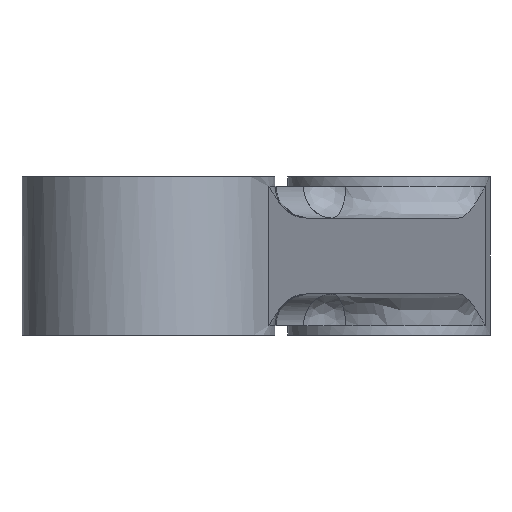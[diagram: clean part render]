
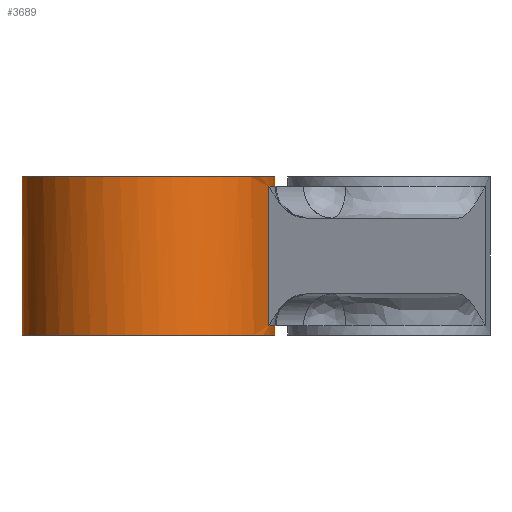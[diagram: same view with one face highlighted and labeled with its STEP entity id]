
A CAD part, front view. The second image highlights one B-rep face of the part: STEP entity #3689.
In plain terms, the highlighted free-form (B-spline) face has degree [2, 1] with [5, 2] control points.
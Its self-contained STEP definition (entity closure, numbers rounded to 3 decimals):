
#3689 = ADVANCED_FACE('',(#3690),#3756,.T.);
#3690 = FACE_BOUND('',#3691,.T.);
#3691 = EDGE_LOOP('',(#3692,#3704,#3711,#3721,#3728,#3736,#3743,#3751));
#3692 = ORIENTED_EDGE('',*,*,#3693,.F.);
#3693 = EDGE_CURVE('',#3694,#3696,#3698,.T.);
#3694 = VERTEX_POINT('',#3695);
#3695 = CARTESIAN_POINT('',(-50.267,-91.001,
    -10.833));
#3696 = VERTEX_POINT('',#3697);
#3697 = CARTESIAN_POINT('',(-15.6,-91.001,
    -10.833));
#3698 = ( BOUNDED_CURVE() B_SPLINE_CURVE(2,(#3699,#3700,#3701,#3702,
#3703),.UNSPECIFIED.,.F.,.F.) B_SPLINE_CURVE_WITH_KNOTS((3,2,3),(
    3.142,4.712,6.283),
.PIECEWISE_BEZIER_KNOTS.) CURVE() GEOMETRIC_REPRESENTATION_ITEM() 
RATIONAL_B_SPLINE_CURVE((1.,0.707,1.,0.707,1.)) 
REPRESENTATION_ITEM('') );
#3699 = CARTESIAN_POINT('',(-50.267,-91.001,
    -10.833));
#3700 = CARTESIAN_POINT('',(-50.267,-108.335,
    -10.833));
#3701 = CARTESIAN_POINT('',(-32.934,-108.335,
    -10.833));
#3702 = CARTESIAN_POINT('',(-15.6,-108.335,
    -10.833));
#3703 = CARTESIAN_POINT('',(-15.6,-91.001,
    -10.833));
#3704 = ORIENTED_EDGE('',*,*,#3705,.F.);
#3705 = EDGE_CURVE('',#3706,#3694,#3708,.T.);
#3706 = VERTEX_POINT('',#3707);
#3707 = CARTESIAN_POINT('',(-50.267,-91.001,
    10.833));
#3708 = B_SPLINE_CURVE_WITH_KNOTS('',1,(#3709,#3710),.UNSPECIFIED.,.F.,
  .F.,(2,2),(0.,25.),.PIECEWISE_BEZIER_KNOTS.);
#3709 = CARTESIAN_POINT('',(-50.267,-91.001,
    10.833));
#3710 = CARTESIAN_POINT('',(-50.267,-91.001,
    -10.833));
#3711 = ORIENTED_EDGE('',*,*,#3712,.F.);
#3712 = EDGE_CURVE('',#3713,#3706,#3715,.T.);
#3713 = VERTEX_POINT('',#3714);
#3714 = CARTESIAN_POINT('',(-15.6,-91.001,
    10.833));
#3715 = ( BOUNDED_CURVE() B_SPLINE_CURVE(2,(#3716,#3717,#3718,#3719,
#3720),.UNSPECIFIED.,.F.,.F.) B_SPLINE_CURVE_WITH_KNOTS((3,2,3),(0.,
1.571,3.142),.PIECEWISE_BEZIER_KNOTS.) CURVE() 
GEOMETRIC_REPRESENTATION_ITEM() RATIONAL_B_SPLINE_CURVE((1.,
0.707,1.,0.707,1.)) REPRESENTATION_ITEM('') );
#3716 = CARTESIAN_POINT('',(-15.6,-91.001,
    10.833));
#3717 = CARTESIAN_POINT('',(-15.6,-108.335,
    10.833));
#3718 = CARTESIAN_POINT('',(-32.934,-108.335,
    10.833));
#3719 = CARTESIAN_POINT('',(-50.267,-108.335,
    10.833));
#3720 = CARTESIAN_POINT('',(-50.267,-91.001,
    10.833));
#3721 = ORIENTED_EDGE('',*,*,#3722,.F.);
#3722 = EDGE_CURVE('',#3723,#3713,#3725,.T.);
#3723 = VERTEX_POINT('',#3724);
#3724 = CARTESIAN_POINT('',(-15.6,-91.001,
    9.533));
#3725 = B_SPLINE_CURVE_WITH_KNOTS('',1,(#3726,#3727),.UNSPECIFIED.,.F.,
  .F.,(2,2),(0.,1.5),.PIECEWISE_BEZIER_KNOTS.);
#3726 = CARTESIAN_POINT('',(-15.6,-91.001,
    9.533));
#3727 = CARTESIAN_POINT('',(-15.6,-91.001,
    10.833));
#3728 = ORIENTED_EDGE('',*,*,#3729,.F.);
#3729 = EDGE_CURVE('',#3730,#3723,#3732,.T.);
#3730 = VERTEX_POINT('',#3731);
#3731 = CARTESIAN_POINT('',(-16.434,-96.312,
    9.533));
#3732 = ( BOUNDED_CURVE() B_SPLINE_CURVE(2,(#3733,#3734,#3735),
.UNSPECIFIED.,.F.,.F.) B_SPLINE_CURVE_WITH_KNOTS((3,3),(5.972,
6.283),.PIECEWISE_BEZIER_KNOTS.) CURVE() 
GEOMETRIC_REPRESENTATION_ITEM() RATIONAL_B_SPLINE_CURVE((1.,
0.988,1.)) REPRESENTATION_ITEM('') );
#3733 = CARTESIAN_POINT('',(-16.434,-96.312,
    9.533));
#3734 = CARTESIAN_POINT('',(-15.6,-93.722,
    9.533));
#3735 = CARTESIAN_POINT('',(-15.6,-91.001,
    9.533));
#3736 = ORIENTED_EDGE('',*,*,#3737,.F.);
#3737 = EDGE_CURVE('',#3738,#3730,#3740,.T.);
#3738 = VERTEX_POINT('',#3739);
#3739 = CARTESIAN_POINT('',(-16.434,-96.312,
    -9.533));
#3740 = B_SPLINE_CURVE_WITH_KNOTS('',1,(#3741,#3742),.UNSPECIFIED.,.F.,
  .F.,(2,2),(0.,22.),.PIECEWISE_BEZIER_KNOTS.);
#3741 = CARTESIAN_POINT('',(-16.434,-96.312,
    -9.533));
#3742 = CARTESIAN_POINT('',(-16.434,-96.312,
    9.533));
#3743 = ORIENTED_EDGE('',*,*,#3744,.F.);
#3744 = EDGE_CURVE('',#3745,#3738,#3747,.T.);
#3745 = VERTEX_POINT('',#3746);
#3746 = CARTESIAN_POINT('',(-15.6,-91.001,
    -9.533));
#3747 = ( BOUNDED_CURVE() B_SPLINE_CURVE(2,(#3748,#3749,#3750),
.UNSPECIFIED.,.F.,.F.) B_SPLINE_CURVE_WITH_KNOTS((3,3),(
0.,0.311),.PIECEWISE_BEZIER_KNOTS.) CURVE() 
GEOMETRIC_REPRESENTATION_ITEM() RATIONAL_B_SPLINE_CURVE((1.,
0.988,1.)) REPRESENTATION_ITEM('') );
#3748 = CARTESIAN_POINT('',(-15.6,-91.001,
    -9.533));
#3749 = CARTESIAN_POINT('',(-15.6,-93.722,
    -9.533));
#3750 = CARTESIAN_POINT('',(-16.434,-96.312,
    -9.533));
#3751 = ORIENTED_EDGE('',*,*,#3752,.F.);
#3752 = EDGE_CURVE('',#3696,#3745,#3753,.T.);
#3753 = B_SPLINE_CURVE_WITH_KNOTS('',1,(#3754,#3755),.UNSPECIFIED.,.F.,
  .F.,(2,2),(0.,1.5),.PIECEWISE_BEZIER_KNOTS.);
#3754 = CARTESIAN_POINT('',(-15.6,-91.001,
    -10.833));
#3755 = CARTESIAN_POINT('',(-15.6,-91.001,
    -9.533));
#3756 = ( BOUNDED_SURFACE() B_SPLINE_SURFACE(2,1,(
    (#3757,#3758)
    ,(#3759,#3760)
    ,(#3761,#3762)
    ,(#3763,#3764)
    ,(#3765,#3766
)),.UNSPECIFIED.,.F.,.F.,.F.) B_SPLINE_SURFACE_WITH_KNOTS((3,2,3),(2,2),
  (0.,1.571,3.142),(0.,25.),.PIECEWISE_BEZIER_KNOTS.) 
GEOMETRIC_REPRESENTATION_ITEM() RATIONAL_B_SPLINE_SURFACE((
    (1.,1.)
    ,(0.707,0.707)
    ,(1.,1.)
    ,(0.707,0.707)
,(1.,1.))) REPRESENTATION_ITEM('') SURFACE() );
#3757 = CARTESIAN_POINT('',(-50.267,-91.001,
    10.833));
#3758 = CARTESIAN_POINT('',(-50.267,-91.001,
    -10.833));
#3759 = CARTESIAN_POINT('',(-50.267,-108.335,
    10.833));
#3760 = CARTESIAN_POINT('',(-50.267,-108.335,
    -10.833));
#3761 = CARTESIAN_POINT('',(-32.934,-108.335,
    10.833));
#3762 = CARTESIAN_POINT('',(-32.934,-108.335,
    -10.833));
#3763 = CARTESIAN_POINT('',(-15.6,-108.335,
    10.833));
#3764 = CARTESIAN_POINT('',(-15.6,-108.335,
    -10.833));
#3765 = CARTESIAN_POINT('',(-15.6,-91.001,
    10.833));
#3766 = CARTESIAN_POINT('',(-15.6,-91.001,
    -10.833));
